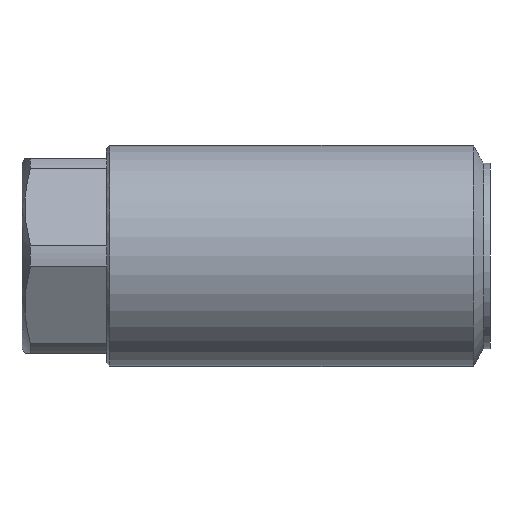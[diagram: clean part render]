
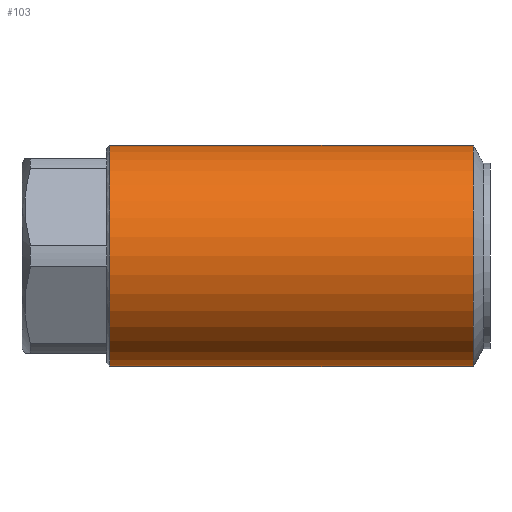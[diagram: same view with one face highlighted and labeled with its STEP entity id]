
A CAD part, front view. The second image highlights one B-rep face of the part: STEP entity #103.
In plain terms, the highlighted cylindrical face has radius 17 mm (diameter 34 mm), a full revolution.
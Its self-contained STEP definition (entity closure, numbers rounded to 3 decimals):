
#75=FACE_BOUND('',#197,.T.);
#76=FACE_BOUND('',#198,.T.);
#103=ADVANCED_FACE('',(#75,#76),#140,.T.);
#140=CYLINDRICAL_SURFACE('',#710,17.);
#197=EDGE_LOOP('',(#367));
#198=EDGE_LOOP('',(#368));
#289=CIRCLE('',#707,17.);
#290=CIRCLE('',#709,17.);
#367=ORIENTED_EDGE('',*,*,#583,.F.);
#368=ORIENTED_EDGE('',*,*,#584,.T.);
#511=VERTEX_POINT('',#1556);
#512=VERTEX_POINT('',#1559);
#583=EDGE_CURVE('',#511,#511,#289,.T.);
#584=EDGE_CURVE('',#512,#512,#290,.T.);
#707=AXIS2_PLACEMENT_3D('',#1555,#833,#834);
#709=AXIS2_PLACEMENT_3D('',#1558,#837,#838);
#710=AXIS2_PLACEMENT_3D('',#1560,#839,#840);
#833=DIRECTION('',(-1.,0.,0.));
#834=DIRECTION('',(0.,0.,1.));
#837=DIRECTION('',(-1.,0.,0.));
#838=DIRECTION('',(0.,0.,1.));
#839=DIRECTION('',(-1.,0.,0.));
#840=DIRECTION('',(0.,0.,-1.));
#1555=CARTESIAN_POINT('',(22.901,30.621,0.));
#1556=CARTESIAN_POINT('',(22.901,30.621,17.));
#1558=CARTESIAN_POINT('',(78.814,30.621,0.));
#1559=CARTESIAN_POINT('',(78.814,30.621,17.));
#1560=CARTESIAN_POINT('',(6.401,30.621,0.));
